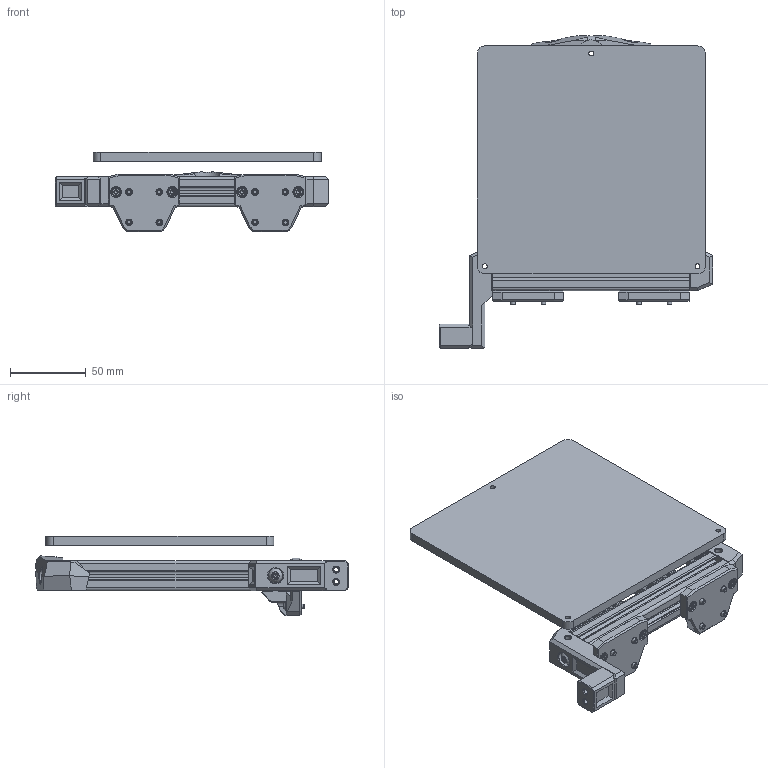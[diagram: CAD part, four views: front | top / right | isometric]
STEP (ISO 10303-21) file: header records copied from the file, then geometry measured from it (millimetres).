
FILE_DESCRIPTION(/* description */ ('STEP AP242','CAx-IF Rec.Pracs.---Representation and Presentation of Product Manufacturing Information (PMI)---4.0---2014-10-13','CAx-IF Rec.Pracs.---3D Tessellated Geometry---0.4---2014-09-14','2;1'),/* implementation_level */ '2;1');
FILE_NAME(/* name */ '6412e05278168f1b8f7fcecd',/* time_stamp */ '2023-03-16T09:24:36+00:00',/* author */ (''),/* organization */ (''),/* preprocessor_version */ 'ST-DEVELOPER v18.102',/* originating_system */ ' ',/* authorisation */ ' ');
FILE_SCHEMA (('AP242_MANAGED_MODEL_BASED_3D_ENGINEERING_MIM_LF { 1 0 10303 442 1 1 4 }'));
Length unit declared in the file: metre
Products named in the file (19): bed_mount_r2; ISO 7380-1 M5x10; 2020_I_typ_130mm_x2; DIN 912 M3x8; M3x12 BHCS; M5x20; M3x5.0x4.0; bed_right_mount_r2; bed_left_mount_r2; mgn12_mount_r3; ass_m5x8 <1>; M5-T-Nut; HI_Screw ISO 7380-1 M5x8 07151.050.008(High); ass_m5x8 <2>; Part 4; ass_m5x8 <3>; front_bed_mount_r2; ass_m5x8 <4>; bed_150mm
Assembly tree (40 placements, depth 3):
  bed_mount_r2
    ISO 7380-1 M5x10  x2
    2020_I_typ_130mm_x2  x3
    DIN 912 M3x8  x4
    M3x12 BHCS  x8
    M5x20  x2
    M3x5.0x4.0  x2
    bed_right_mount_r2
    bed_left_mount_r2
    mgn12_mount_r3  x2
    ass_m5x8 <1>
      M5-T-Nut
      HI_Screw ISO 7380-1 M5x8 07151.050.008(High)
    ass_m5x8 <2>
      M5-T-Nut
      HI_Screw ISO 7380-1 M5x8 07151.050.008(High)
    Part 4
    ass_m5x8 <3>
      M5-T-Nut
      HI_Screw ISO 7380-1 M5x8 07151.050.008(High)
    front_bed_mount_r2
    ass_m5x8 <4>
      M5-T-Nut
      HI_Screw ISO 7380-1 M5x8 07151.050.008(High)
    bed_150mm
Bounding box: 180 x 205.8 x 52.36 mm (x, y, z)
Volume: 299761.3 mm3; surface area: 156344.4 mm2
Topology: 36 solids, 36 shells, 1757 faces, 4481 edges, 2861 vertices
Faces by surface type: plane 867, cylinder 419, bspline 230, cone 201, torus 28, sphere 12
Full cylindrical faces by diameter (mm): 3 x14, 3.2 x11, 3.4 x6, 3.7 x1, 4.1 x2, 4.134 x4, 4.2 x2, 4.25 x4, 4.3 x3, 4.7 x2, 5 x8, 5.3 x4, 5.4 x4, 5.5 x4, 5.7 x8, 6.1 x4, 10 x8
Entity records: 27143 total; most frequent: CARTESIAN_POINT 6394, ORIENTED_EDGE 4278, DIRECTION 3962, EDGE_CURVE 2139, VERTEX_POINT 1433, LINE 1384, VECTOR 1384, AXIS2_PLACEMENT_3D 1289
